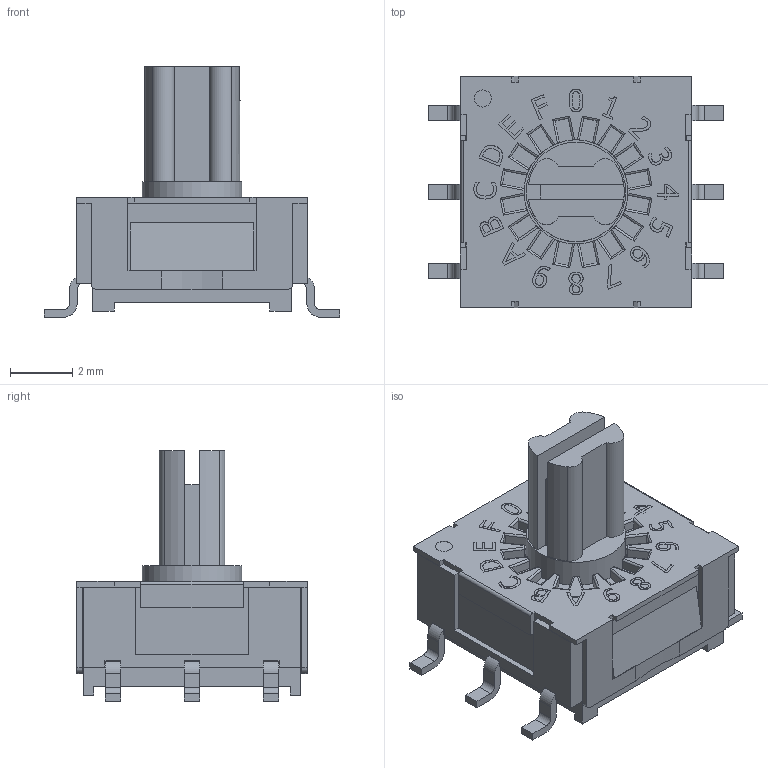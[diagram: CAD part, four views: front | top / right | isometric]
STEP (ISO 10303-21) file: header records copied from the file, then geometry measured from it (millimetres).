
FILE_DESCRIPTION(/* description */ (''),/* implementation_level */ '2;1');
FILE_NAME(/* name */ 'RDMEx16S1x.stp',/* time_stamp */ '2025-06-03T10:38:27-05:00',/* author */ ('mroman'),/* organization */ (''),/* preprocessor_version */ 'ST-DEVELOPER v18.1',/* originating_system */ 'Autodesk Inventor 2022',/* authorisation */ '');
FILE_SCHEMA (('AUTOMOTIVE_DESIGN { 1 0 10303 214 3 1 1 }'));
Length unit declared in the file: centimetre
Products named in the file (1): RDMEx16S1x
Bounding box: 9.5 x 7.44 x 8.05 mm (x, y, z)
Volume: 166.8 mm3; surface area: 444.4 mm2
Topology: 1 solids, 5 shells, 755 faces, 2093 edges, 1374 vertices
Faces by surface type: plane 468, bspline 151, cylinder 136
Full cylindrical faces by diameter (mm): 0.5 x4, 0.55 x1, 3.2 x1, 3.34 x1, 6.2 x1, 6.3 x1
Entity records: 25154 total; most frequent: CARTESIAN_POINT 6762, ORIENTED_EDGE 4186, DIRECTION 3179, EDGE_CURVE 2093, LINE 1485, VECTOR 1485, VERTEX_POINT 1374, AXIS2_PLACEMENT_3D 847
